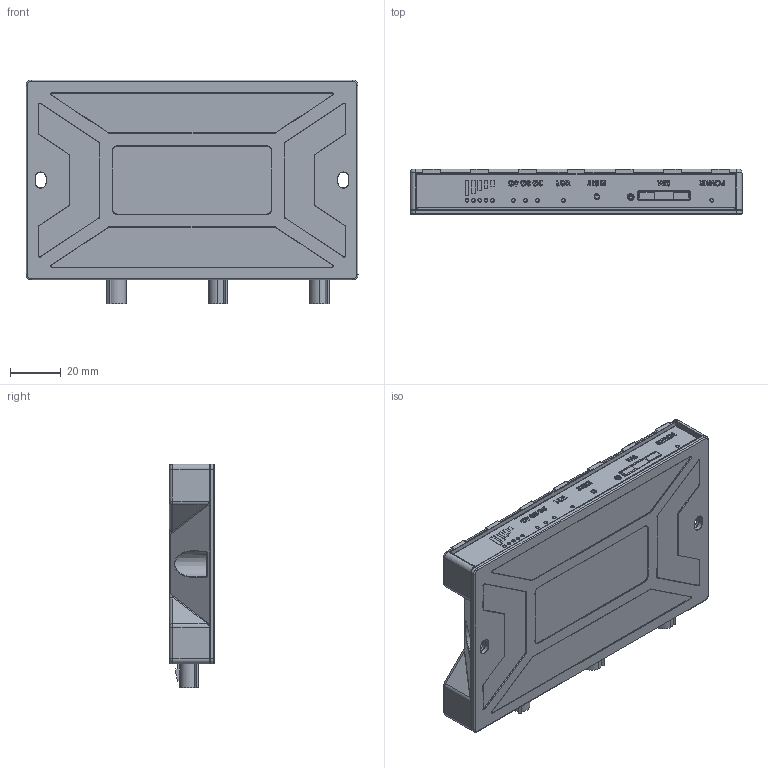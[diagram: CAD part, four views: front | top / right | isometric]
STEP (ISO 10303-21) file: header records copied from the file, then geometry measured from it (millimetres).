
FILE_DESCRIPTION (( 'STEP AP214' ), '1' );
FILE_NAME ('RUT850_GPS_assy.STEP', '2018-11-16T11:59:21', ( '' ), ( '' ), 'SwSTEP 2.0', 'SolidWorks 2012', '' );
FILE_SCHEMA (( 'AUTOMOTIVE_DESIGN' ));
Length unit declared in the file: millimetre
Products named in the file (4): v4_RUT850_Bottom; RUT850_assy; v4_RUT850_Top; RUT850_GPS_assy
Assembly tree (3 placements, depth 2):
  RUT850_GPS_assy
    RUT850_assy
    v4_RUT850_Bottom
    v4_RUT850_Top
Bounding box: 130.9 x 17.9 x 88.21 mm (x, y, z)
Volume: 57588.5 mm3; surface area: 83885.3 mm2
Topology: 10 solids, 15 shells, 5301 faces, 13953 edges, 8731 vertices
Faces by surface type: plane 2910, cylinder 1307, bspline 643, torus 252, sphere 145, cone 44
Entity records: 215446 total; most frequent: CARTESIAN_POINT 58335, ORIENTED_EDGE 27630, DIRECTION 24331, EDGE_CURVE 13815, VECTOR 9515, LINE 9515, VERTEX_POINT 8731, AXIS2_PLACEMENT_3D 7408
